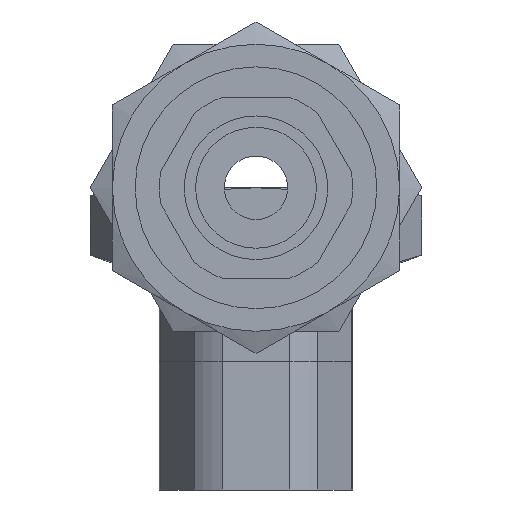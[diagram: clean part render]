
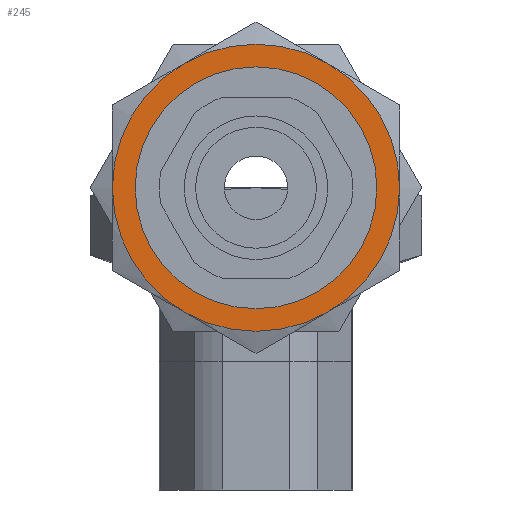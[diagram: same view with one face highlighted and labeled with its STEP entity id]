
A CAD part, front view. The second image highlights one B-rep face of the part: STEP entity #245.
In plain terms, the highlighted face is planar.
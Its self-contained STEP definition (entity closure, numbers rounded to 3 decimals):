
#245 = ADVANCED_FACE( 'NONE', ( #356, #357 ), #358, .F. );
#356 = FACE_OUTER_BOUND( '', #513, .T. );
#357 = FACE_BOUND( '', #514, .T. );
#358 = PLANE( '', #515 );
#513 = EDGE_LOOP( '', ( #682, #683, #684, #685, #686, #687 ) );
#514 = EDGE_LOOP( '', ( #688 ) );
#515 = AXIS2_PLACEMENT_3D( '', #689, #690, #691 );
#682 = ORIENTED_EDGE( '', *, *, #1146, .T. );
#683 = ORIENTED_EDGE( '', *, *, #1147, .T. );
#684 = ORIENTED_EDGE( '', *, *, #1148, .T. );
#685 = ORIENTED_EDGE( '', *, *, #1149, .T. );
#686 = ORIENTED_EDGE( '', *, *, #1150, .T. );
#687 = ORIENTED_EDGE( '', *, *, #1151, .T. );
#688 = ORIENTED_EDGE( '', *, *, #1152, .F. );
#689 = CARTESIAN_POINT( '', ( 10.97, 0., 0. ) );
#690 = DIRECTION( '', ( 0., 0., -1. ) );
#691 = DIRECTION( '', ( 0., -1., 0. ) );
#1146 = EDGE_CURVE( 'NONE', #1303, #1304, #1305, .T. );
#1147 = EDGE_CURVE( 'NONE', #1304, #1306, #1307, .T. );
#1148 = EDGE_CURVE( 'NONE', #1306, #1308, #1309, .T. );
#1149 = EDGE_CURVE( 'NONE', #1308, #1310, #1311, .T. );
#1150 = EDGE_CURVE( 'NONE', #1310, #1312, #1313, .T. );
#1151 = EDGE_CURVE( 'NONE', #1312, #1303, #1314, .T. );
#1152 = EDGE_CURVE( 'NONE', #1315, #1315, #1316, .T. );
#1303 = VERTEX_POINT( 'NONE', #1531 );
#1304 = VERTEX_POINT( 'NONE', #1532 );
#1305 = CIRCLE( '', #1533, 9.5 );
#1306 = VERTEX_POINT( 'NONE', #1534 );
#1307 = CIRCLE( '', #1535, 9.5 );
#1308 = VERTEX_POINT( 'NONE', #1536 );
#1309 = CIRCLE( '', #1537, 9.5 );
#1310 = VERTEX_POINT( 'NONE', #1538 );
#1311 = CIRCLE( '', #1539, 9.5 );
#1312 = VERTEX_POINT( 'NONE', #1540 );
#1313 = CIRCLE( '', #1541, 9.5 );
#1314 = CIRCLE( '', #1542, 9.5 );
#1315 = VERTEX_POINT( '', #1543 );
#1316 = CIRCLE( '', #1544, 7.5 );
#1531 = CARTESIAN_POINT( '', ( 0., 9.5, 0. ) );
#1532 = CARTESIAN_POINT( '', ( -8.227, 4.75, 0. ) );
#1533 = AXIS2_PLACEMENT_3D( '', #1910, #1911, #1912 );
#1534 = CARTESIAN_POINT( '', ( -8.227, -4.75, 0. ) );
#1535 = AXIS2_PLACEMENT_3D( '', #1913, #1914, #1915 );
#1536 = CARTESIAN_POINT( '', ( 0., -9.5, 0. ) );
#1537 = AXIS2_PLACEMENT_3D( '', #1916, #1917, #1918 );
#1538 = CARTESIAN_POINT( '', ( 8.227, -4.75, 0. ) );
#1539 = AXIS2_PLACEMENT_3D( '', #1919, #1920, #1921 );
#1540 = CARTESIAN_POINT( '', ( 8.227, 4.75, 0. ) );
#1541 = AXIS2_PLACEMENT_3D( '', #1922, #1923, #1924 );
#1542 = AXIS2_PLACEMENT_3D( '', #1925, #1926, #1927 );
#1543 = CARTESIAN_POINT( '', ( 7.5, 0., 0. ) );
#1544 = AXIS2_PLACEMENT_3D( '', #1928, #1929, #1930 );
#1910 = CARTESIAN_POINT( '', ( 0., 0., 0. ) );
#1911 = DIRECTION( '', ( 0., 0., 1. ) );
#1912 = DIRECTION( '', ( -1., 0., 0. ) );
#1913 = CARTESIAN_POINT( '', ( 0., 0., 0. ) );
#1914 = DIRECTION( '', ( 0., 0., 1. ) );
#1915 = DIRECTION( '', ( -1., 0., 0. ) );
#1916 = CARTESIAN_POINT( '', ( 0., 0., 0. ) );
#1917 = DIRECTION( '', ( 0., 0., 1. ) );
#1918 = DIRECTION( '', ( -1., 0., 0. ) );
#1919 = CARTESIAN_POINT( '', ( 0., 0., 0. ) );
#1920 = DIRECTION( '', ( 0., 0., 1. ) );
#1921 = DIRECTION( '', ( -1., 0., 0. ) );
#1922 = CARTESIAN_POINT( '', ( 0., 0., 0. ) );
#1923 = DIRECTION( '', ( 0., 0., 1. ) );
#1924 = DIRECTION( '', ( -1., 0., 0. ) );
#1925 = CARTESIAN_POINT( '', ( 0., 0., 0. ) );
#1926 = DIRECTION( '', ( 0., 0., 1. ) );
#1927 = DIRECTION( '', ( 1., 0., 0. ) );
#1928 = CARTESIAN_POINT( '', ( 0., 0., 0. ) );
#1929 = DIRECTION( '', ( 0., 0., 1. ) );
#1930 = DIRECTION( '', ( 1., 0., 0. ) );
